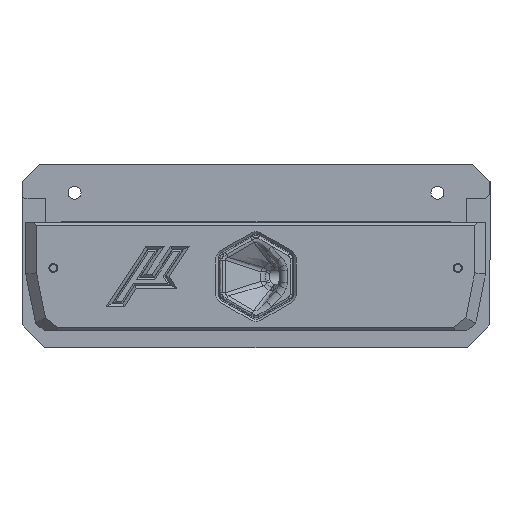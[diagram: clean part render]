
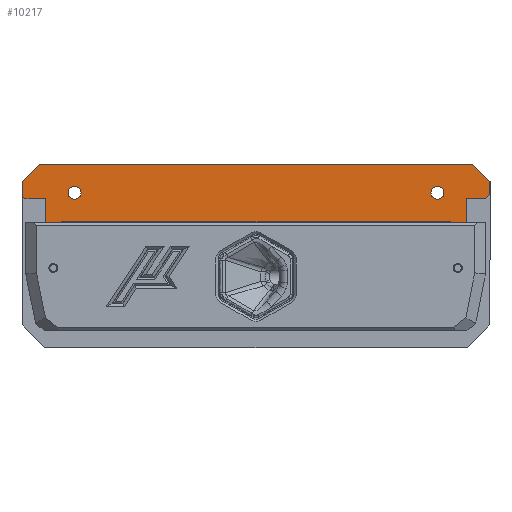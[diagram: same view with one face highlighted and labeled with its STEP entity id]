
A CAD part, top view. The second image highlights one B-rep face of the part: STEP entity #10217.
In plain terms, the highlighted face is planar.
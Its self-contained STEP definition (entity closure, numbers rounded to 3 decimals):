
#334=FACE_BOUND('',#1837,.T.);
#335=FACE_BOUND('',#1838,.T.);
#336=FACE_BOUND('',#1839,.T.);
#337=FACE_BOUND('',#1840,.T.);
#633=CIRCLE('',#11151,1.7);
#634=CIRCLE('',#11152,0.95);
#635=CIRCLE('',#11153,1.7);
#636=CIRCLE('',#11154,0.95);
#1190=FACE_OUTER_BOUND('',#1836,.T.);
#1836=EDGE_LOOP('',(#8205,#8206,#8207,#8208,#8209,#8210,#8211,#8212,#8213,
#8214,#8215,#8216,#8217,#8218,#8219,#8220,#8221,#8222));
#1837=EDGE_LOOP('',(#8223));
#1838=EDGE_LOOP('',(#8224));
#1839=EDGE_LOOP('',(#8225));
#1840=EDGE_LOOP('',(#8226));
#2627=LINE('',#17953,#3606);
#2630=LINE('',#17958,#3609);
#2631=LINE('',#17960,#3610);
#2632=LINE('',#17962,#3611);
#2633=LINE('',#17964,#3612);
#2634=LINE('',#17966,#3613);
#2635=LINE('',#17968,#3614);
#2636=LINE('',#17970,#3615);
#2637=LINE('',#17972,#3616);
#2638=LINE('',#17974,#3617);
#2639=LINE('',#17976,#3618);
#2640=LINE('',#17978,#3619);
#2641=LINE('',#17980,#3620);
#2642=LINE('',#17982,#3621);
#2643=LINE('',#17984,#3622);
#2644=LINE('',#17986,#3623);
#2645=LINE('',#17988,#3624);
#2646=LINE('',#17989,#3625);
#3606=VECTOR('',#13199,10.);
#3609=VECTOR('',#13204,10.);
#3610=VECTOR('',#13205,10.);
#3611=VECTOR('',#13206,10.);
#3612=VECTOR('',#13207,10.);
#3613=VECTOR('',#13208,10.);
#3614=VECTOR('',#13209,10.);
#3615=VECTOR('',#13210,10.);
#3616=VECTOR('',#13211,10.);
#3617=VECTOR('',#13212,10.);
#3618=VECTOR('',#13213,10.);
#3619=VECTOR('',#13214,10.);
#3620=VECTOR('',#13215,10.);
#3621=VECTOR('',#13216,10.);
#3622=VECTOR('',#13217,10.);
#3623=VECTOR('',#13218,10.);
#3624=VECTOR('',#13219,10.);
#3625=VECTOR('',#13220,10.);
#4689=VERTEX_POINT('',#17951);
#4690=VERTEX_POINT('',#17952);
#4691=VERTEX_POINT('',#17957);
#4692=VERTEX_POINT('',#17959);
#4693=VERTEX_POINT('',#17961);
#4694=VERTEX_POINT('',#17963);
#4695=VERTEX_POINT('',#17965);
#4696=VERTEX_POINT('',#17967);
#4697=VERTEX_POINT('',#17969);
#4698=VERTEX_POINT('',#17971);
#4699=VERTEX_POINT('',#17973);
#4700=VERTEX_POINT('',#17975);
#4701=VERTEX_POINT('',#17977);
#4702=VERTEX_POINT('',#17979);
#4703=VERTEX_POINT('',#17981);
#4704=VERTEX_POINT('',#17983);
#4705=VERTEX_POINT('',#17985);
#4706=VERTEX_POINT('',#17987);
#4707=VERTEX_POINT('',#17990);
#4708=VERTEX_POINT('',#17992);
#4709=VERTEX_POINT('',#17994);
#4710=VERTEX_POINT('',#17996);
#5916=EDGE_CURVE('',#4689,#4690,#2627,.T.);
#5919=EDGE_CURVE('',#4689,#4691,#2630,.F.);
#5920=EDGE_CURVE('',#4691,#4692,#2631,.T.);
#5921=EDGE_CURVE('',#4693,#4692,#2632,.T.);
#5922=EDGE_CURVE('',#4693,#4694,#2633,.T.);
#5923=EDGE_CURVE('',#4694,#4695,#2634,.T.);
#5924=EDGE_CURVE('',#4696,#4695,#2635,.T.);
#5925=EDGE_CURVE('',#4696,#4697,#2636,.T.);
#5926=EDGE_CURVE('',#4697,#4698,#2637,.T.);
#5927=EDGE_CURVE('',#4699,#4698,#2638,.T.);
#5928=EDGE_CURVE('',#4699,#4700,#2639,.T.);
#5929=EDGE_CURVE('',#4700,#4701,#2640,.F.);
#5930=EDGE_CURVE('',#4702,#4701,#2641,.T.);
#5931=EDGE_CURVE('',#4703,#4702,#2642,.T.);
#5932=EDGE_CURVE('',#4704,#4703,#2643,.T.);
#5933=EDGE_CURVE('',#4705,#4704,#2644,.T.);
#5934=EDGE_CURVE('',#4706,#4705,#2645,.T.);
#5935=EDGE_CURVE('',#4690,#4706,#2646,.T.);
#5936=EDGE_CURVE('',#4707,#4707,#633,.T.);
#5937=EDGE_CURVE('',#4708,#4708,#634,.T.);
#5938=EDGE_CURVE('',#4709,#4709,#635,.T.);
#5939=EDGE_CURVE('',#4710,#4710,#636,.T.);
#8205=ORIENTED_EDGE('',*,*,#5916,.F.);
#8206=ORIENTED_EDGE('',*,*,#5919,.T.);
#8207=ORIENTED_EDGE('',*,*,#5920,.T.);
#8208=ORIENTED_EDGE('',*,*,#5921,.F.);
#8209=ORIENTED_EDGE('',*,*,#5922,.T.);
#8210=ORIENTED_EDGE('',*,*,#5923,.T.);
#8211=ORIENTED_EDGE('',*,*,#5924,.F.);
#8212=ORIENTED_EDGE('',*,*,#5925,.T.);
#8213=ORIENTED_EDGE('',*,*,#5926,.T.);
#8214=ORIENTED_EDGE('',*,*,#5927,.F.);
#8215=ORIENTED_EDGE('',*,*,#5928,.T.);
#8216=ORIENTED_EDGE('',*,*,#5929,.T.);
#8217=ORIENTED_EDGE('',*,*,#5930,.F.);
#8218=ORIENTED_EDGE('',*,*,#5931,.F.);
#8219=ORIENTED_EDGE('',*,*,#5932,.F.);
#8220=ORIENTED_EDGE('',*,*,#5933,.F.);
#8221=ORIENTED_EDGE('',*,*,#5934,.F.);
#8222=ORIENTED_EDGE('',*,*,#5935,.F.);
#8223=ORIENTED_EDGE('',*,*,#5936,.T.);
#8224=ORIENTED_EDGE('',*,*,#5937,.T.);
#8225=ORIENTED_EDGE('',*,*,#5938,.T.);
#8226=ORIENTED_EDGE('',*,*,#5939,.T.);
#9688=PLANE('',#11150);
#10217=ADVANCED_FACE('',(#1190,#334,#335,#336,#337),#9688,.T.);
#11150=AXIS2_PLACEMENT_3D('',#17956,#13202,#13203);
#11151=AXIS2_PLACEMENT_3D('',#17991,#13221,#13222);
#11152=AXIS2_PLACEMENT_3D('',#17993,#13223,#13224);
#11153=AXIS2_PLACEMENT_3D('',#17995,#13225,#13226);
#11154=AXIS2_PLACEMENT_3D('',#17997,#13227,#13228);
#13199=DIRECTION('',(-0.707,0.,0.707));
#13202=DIRECTION('center_axis',(0.,-1.,0.));
#13203=DIRECTION('ref_axis',(0.,0.,
-1.));
#13204=DIRECTION('',(-1.,0.,0.));
#13205=DIRECTION('',(0.,0.,-1.));
#13206=DIRECTION('',(-0.707,0.,0.707));
#13207=DIRECTION('',(1.,0.,0.));
#13208=DIRECTION('',(0.,0.,1.));
#13209=DIRECTION('',(-1.,0.,0.));
#13210=DIRECTION('',(0.,0.,-1.));
#13211=DIRECTION('',(1.,0.,0.));
#13212=DIRECTION('',(-0.707,0.,-0.707));
#13213=DIRECTION('',(0.,0.,1.));
#13214=DIRECTION('',(-1.,0.,0.));
#13215=DIRECTION('',(-0.707,0.,-0.707));
#13216=DIRECTION('',(0.,0.,-1.));
#13217=DIRECTION('',(0.707,0.,-0.707));
#13218=DIRECTION('',(1.,0.,0.));
#13219=DIRECTION('',(0.707,0.,0.707));
#13220=DIRECTION('',(0.,0.,1.));
#13221=DIRECTION('center_axis',(0.,1.,0.));
#13222=DIRECTION('ref_axis',(-1.,0.,0.));
#13223=DIRECTION('center_axis',(0.,1.,0.));
#13224=DIRECTION('ref_axis',(1.,0.,0.));
#13225=DIRECTION('center_axis',(0.,1.,0.));
#13226=DIRECTION('ref_axis',(-1.,0.,0.));
#13227=DIRECTION('center_axis',(0.,1.,0.));
#13228=DIRECTION('ref_axis',(1.,0.,0.));
#17951=CARTESIAN_POINT('',(-94.998,-172.5,172.585));
#17952=CARTESIAN_POINT('',(-95.748,-172.5,173.335));
#17953=CARTESIAN_POINT('',(-62.43,-172.5,140.016));
#17956=CARTESIAN_POINT('Origin',(18.176,-172.5,154.735));
#17957=CARTESIAN_POINT('',(-89.524,-172.5,172.585));
#17958=CARTESIAN_POINT('',(-35.674,-172.5,172.585));
#17959=CARTESIAN_POINT('',(-89.524,-172.5,143.885));
#17960=CARTESIAN_POINT('',(-89.524,-172.5,160.66));
#17961=CARTESIAN_POINT('',(-88.524,-172.5,142.885));
#17962=CARTESIAN_POINT('',(-65.061,-172.5,119.423));
#17963=CARTESIAN_POINT('',(-85.324,-172.5,142.885));
#17964=CARTESIAN_POINT('',(-85.774,-172.5,142.885));
#17965=CARTESIAN_POINT('',(-85.324,-172.5,166.585));
#17966=CARTESIAN_POINT('',(-85.324,-172.5,158.485));
#17967=CARTESIAN_POINT('',(16.076,-172.5,166.585));
#17968=CARTESIAN_POINT('',(-8.224,-172.5,166.585));
#17969=CARTESIAN_POINT('',(16.076,-172.5,142.885));
#17970=CARTESIAN_POINT('',(16.076,-172.5,160.66));
#17971=CARTESIAN_POINT('',(19.276,-172.5,142.885));
#17972=CARTESIAN_POINT('',(17.126,-172.5,142.885));
#17973=CARTESIAN_POINT('',(20.276,-172.5,143.885));
#17974=CARTESIAN_POINT('',(22.214,-172.5,145.823));
#17975=CARTESIAN_POINT('',(20.276,-172.5,172.585));
#17976=CARTESIAN_POINT('',(20.276,-172.5,149.56));
#17977=CARTESIAN_POINT('',(25.441,-172.5,172.585));
#17978=CARTESIAN_POINT('',(19.226,-172.5,172.585));
#17979=CARTESIAN_POINT('',(26.502,-172.5,173.646));
#17980=CARTESIAN_POINT('',(19.427,-172.5,166.572));
#17981=CARTESIAN_POINT('',(26.502,-172.5,177.085));
#17982=CARTESIAN_POINT('',(26.502,-172.5,148.81));
#17983=CARTESIAN_POINT('',(22.002,-172.5,181.585));
#17984=CARTESIAN_POINT('',(19.601,-172.5,183.985));
#17985=CARTESIAN_POINT('',(-91.248,-172.5,181.585));
#17986=CARTESIAN_POINT('',(20.276,-172.5,181.585));
#17987=CARTESIAN_POINT('',(-95.748,-172.5,177.085));
#17988=CARTESIAN_POINT('',(-62.448,-172.5,210.385));
#17989=CARTESIAN_POINT('',(-95.748,-172.5,145.06));
#17990=CARTESIAN_POINT('',(-80.324,-172.5,174.085));
#17991=CARTESIAN_POINT('Origin',(-82.024,-172.5,174.085));
#17992=CARTESIAN_POINT('',(-88.499,-172.5,154.435));
#17993=CARTESIAN_POINT('Origin',(-87.549,-172.5,154.435));
#17994=CARTESIAN_POINT('',(14.476,-172.5,174.085));
#17995=CARTESIAN_POINT('Origin',(12.776,-172.5,174.085));
#17996=CARTESIAN_POINT('',(17.151,-172.5,154.435));
#17997=CARTESIAN_POINT('Origin',(18.101,-172.5,154.435));
